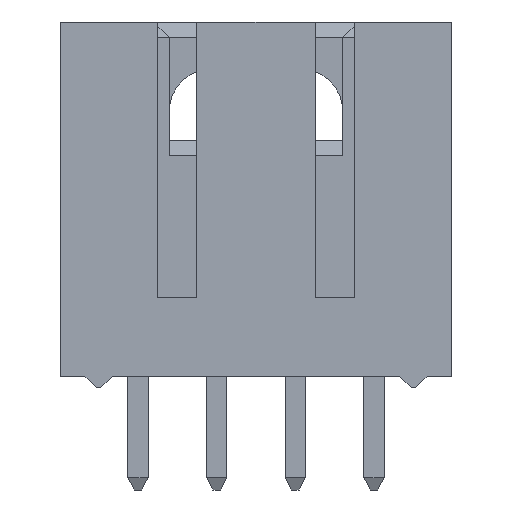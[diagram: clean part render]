
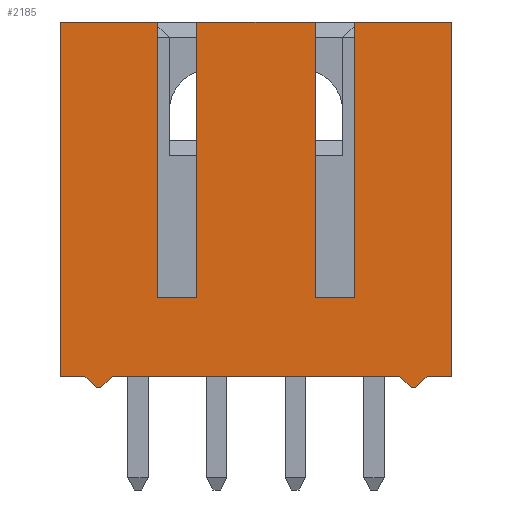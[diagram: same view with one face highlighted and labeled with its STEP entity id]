
A CAD part, front view. The second image highlights one B-rep face of the part: STEP entity #2185.
In plain terms, the highlighted planar face has unit normal (0, -1, 0).
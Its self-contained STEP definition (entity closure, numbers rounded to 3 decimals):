
#9=DIRECTION('',(1.,0.,0.));
#10=VECTOR('',#9,3.135);
#11=CARTESIAN_POINT('',(-6.31,-2.55,0.));
#12=LINE('',#11,#10);
#73=DIRECTION('',(1.,0.,0.));
#74=VECTOR('',#73,3.135);
#75=CARTESIAN_POINT('',(3.175,-2.55,0.));
#76=LINE('',#75,#74);
#121=DIRECTION('',(1.,0.,0.));
#122=VECTOR('',#121,3.81);
#123=CARTESIAN_POINT('',(-1.905,-2.55,0.));
#124=LINE('',#123,#122);
#233=DIRECTION('',(-0.707,0.,-0.707));
#234=VECTOR('',#233,0.537);
#235=CARTESIAN_POINT('',(-4.635,-2.55,-11.43));
#236=LINE('',#235,#234);
#237=DIRECTION('',(-1.,0.,0.));
#238=VECTOR('',#237,0.13);
#239=CARTESIAN_POINT('',(-5.015,-2.55,-11.81));
#240=LINE('',#239,#238);
#241=DIRECTION('',(-0.707,0.,0.707));
#242=VECTOR('',#241,0.537);
#243=CARTESIAN_POINT('',(-5.145,-2.55,-11.81));
#244=LINE('',#243,#242);
#245=DIRECTION('',(0.,0.,-1.));
#246=VECTOR('',#245,11.43);
#247=CARTESIAN_POINT('',(-6.31,-2.55,0.));
#248=LINE('',#247,#246);
#249=DIRECTION('',(0.,0.,-1.));
#250=VECTOR('',#249,8.89);
#251=CARTESIAN_POINT('',(-3.175,-2.55,0.));
#252=LINE('',#251,#250);
#253=DIRECTION('',(1.,0.,0.));
#254=VECTOR('',#253,1.27);
#255=CARTESIAN_POINT('',(-3.175,-2.55,-8.89));
#256=LINE('',#255,#254);
#257=DIRECTION('',(0.,0.,-1.));
#258=VECTOR('',#257,8.89);
#259=CARTESIAN_POINT('',(-1.905,-2.55,0.));
#260=LINE('',#259,#258);
#261=DIRECTION('',(0.,0.,-1.));
#262=VECTOR('',#261,8.89);
#263=CARTESIAN_POINT('',(1.905,-2.55,0.));
#264=LINE('',#263,#262);
#265=DIRECTION('',(1.,0.,0.));
#266=VECTOR('',#265,1.27);
#267=CARTESIAN_POINT('',(1.905,-2.55,-8.89));
#268=LINE('',#267,#266);
#269=DIRECTION('',(0.,0.,-1.));
#270=VECTOR('',#269,8.89);
#271=CARTESIAN_POINT('',(3.175,-2.55,0.));
#272=LINE('',#271,#270);
#273=DIRECTION('',(-0.707,0.,-0.707));
#274=VECTOR('',#273,0.537);
#275=CARTESIAN_POINT('',(5.525,-2.55,-11.43));
#276=LINE('',#275,#274);
#277=DIRECTION('',(-1.,0.,0.));
#278=VECTOR('',#277,0.13);
#279=CARTESIAN_POINT('',(5.145,-2.55,-11.81));
#280=LINE('',#279,#278);
#281=DIRECTION('',(-0.707,0.,0.707));
#282=VECTOR('',#281,0.537);
#283=CARTESIAN_POINT('',(5.015,-2.55,-11.81));
#284=LINE('',#283,#282);
#289=DIRECTION('',(1.,0.,0.));
#290=VECTOR('',#289,0.785);
#291=CARTESIAN_POINT('',(5.525,-2.55,-11.43));
#292=LINE('',#291,#290);
#321=DIRECTION('',(1.,0.,0.));
#322=VECTOR('',#321,9.27);
#323=CARTESIAN_POINT('',(-4.635,-2.55,-11.43));
#324=LINE('',#323,#322);
#361=DIRECTION('',(1.,0.,0.));
#362=VECTOR('',#361,0.785);
#363=CARTESIAN_POINT('',(-6.31,-2.55,-11.43));
#364=LINE('',#363,#362);
#537=DIRECTION('',(0.,0.,-1.));
#538=VECTOR('',#537,11.43);
#539=CARTESIAN_POINT('',(6.31,-2.55,0.));
#540=LINE('',#539,#538);
#1386=CARTESIAN_POINT('',(-6.31,-2.55,0.));
#1388=VERTEX_POINT('',#1386);
#1394=CARTESIAN_POINT('',(-6.31,-2.55,-11.43));
#1396=VERTEX_POINT('',#1394);
#1409=CARTESIAN_POINT('',(6.31,-2.55,0.));
#1411=VERTEX_POINT('',#1409);
#1425=CARTESIAN_POINT('',(6.31,-2.55,-11.43));
#1427=VERTEX_POINT('',#1425);
#1473=CARTESIAN_POINT('',(-3.175,-2.55,-8.89));
#1474=CARTESIAN_POINT('',(-1.905,-2.55,-8.89));
#1475=VERTEX_POINT('',#1473);
#1476=VERTEX_POINT('',#1474);
#1477=CARTESIAN_POINT('',(1.905,-2.55,-8.89));
#1478=CARTESIAN_POINT('',(3.175,-2.55,-8.89));
#1479=VERTEX_POINT('',#1477);
#1480=VERTEX_POINT('',#1478);
#1481=CARTESIAN_POINT('',(-3.175,-2.55,0.));
#1482=VERTEX_POINT('',#1481);
#1483=CARTESIAN_POINT('',(-1.905,-2.55,0.));
#1484=VERTEX_POINT('',#1483);
#1485=CARTESIAN_POINT('',(1.905,-2.55,0.));
#1486=VERTEX_POINT('',#1485);
#1487=CARTESIAN_POINT('',(3.175,-2.55,0.));
#1488=VERTEX_POINT('',#1487);
#1585=CARTESIAN_POINT('',(5.145,-2.55,-11.81));
#1586=CARTESIAN_POINT('',(5.015,-2.55,-11.81));
#1587=VERTEX_POINT('',#1585);
#1588=VERTEX_POINT('',#1586);
#1589=CARTESIAN_POINT('',(5.525,-2.55,-11.43));
#1591=VERTEX_POINT('',#1589);
#1593=CARTESIAN_POINT('',(4.635,-2.55,-11.43));
#1595=VERTEX_POINT('',#1593);
#1601=CARTESIAN_POINT('',(-5.015,-2.55,-11.81));
#1602=CARTESIAN_POINT('',(-5.145,-2.55,-11.81));
#1603=VERTEX_POINT('',#1601);
#1604=VERTEX_POINT('',#1602);
#1609=CARTESIAN_POINT('',(-4.635,-2.55,-11.43));
#1610=VERTEX_POINT('',#1609);
#1611=CARTESIAN_POINT('',(-5.525,-2.55,-11.43));
#1612=VERTEX_POINT('',#1611);
#2143=CARTESIAN_POINT('',(-6.31,-2.55,0.));
#2144=DIRECTION('',(0.,-1.,0.));
#2145=DIRECTION('',(1.,0.,0.));
#2146=AXIS2_PLACEMENT_3D('',#2143,#2144,#2145);
#2147=PLANE('',#2146);
#2149=ORIENTED_EDGE('',*,*,#2148,.F.);
#2151=ORIENTED_EDGE('',*,*,#2150,.T.);
#2153=ORIENTED_EDGE('',*,*,#2152,.T.);
#2155=ORIENTED_EDGE('',*,*,#2154,.T.);
#2157=ORIENTED_EDGE('',*,*,#2156,.F.);
#2159=ORIENTED_EDGE('',*,*,#2158,.F.);
#2160=ORIENTED_EDGE('',*,*,#1826,.T.);
#2161=ORIENTED_EDGE('',*,*,#1922,.T.);
#2163=ORIENTED_EDGE('',*,*,#2162,.T.);
#2165=ORIENTED_EDGE('',*,*,#2164,.F.);
#2166=ORIENTED_EDGE('',*,*,#1890,.T.);
#2168=ORIENTED_EDGE('',*,*,#2167,.T.);
#2170=ORIENTED_EDGE('',*,*,#2169,.T.);
#2171=ORIENTED_EDGE('',*,*,#2134,.F.);
#2172=ORIENTED_EDGE('',*,*,#1858,.T.);
#2174=ORIENTED_EDGE('',*,*,#2173,.T.);
#2176=ORIENTED_EDGE('',*,*,#2175,.F.);
#2178=ORIENTED_EDGE('',*,*,#2177,.T.);
#2180=ORIENTED_EDGE('',*,*,#2179,.T.);
#2182=ORIENTED_EDGE('',*,*,#2181,.T.);
#2183=EDGE_LOOP('',(#2149,#2151,#2153,#2155,#2157,#2159,#2160,#2161,#2163,#2165,
#2166,#2168,#2170,#2171,#2172,#2174,#2176,#2178,#2180,#2182));
#2184=FACE_OUTER_BOUND('',#2183,.F.);
#2185=ADVANCED_FACE('',(#2184),#2147,.T.);
#1826=EDGE_CURVE('',#1388,#1482,#12,.T.);
#1858=EDGE_CURVE('',#1488,#1411,#76,.T.);
#1890=EDGE_CURVE('',#1484,#1486,#124,.T.);
#1922=EDGE_CURVE('',#1482,#1475,#252,.T.);
#2134=EDGE_CURVE('',#1488,#1480,#272,.T.);
#2148=EDGE_CURVE('',#1610,#1595,#324,.T.);
#2150=EDGE_CURVE('',#1610,#1603,#236,.T.);
#2152=EDGE_CURVE('',#1603,#1604,#240,.T.);
#2154=EDGE_CURVE('',#1604,#1612,#244,.T.);
#2156=EDGE_CURVE('',#1396,#1612,#364,.T.);
#2158=EDGE_CURVE('',#1388,#1396,#248,.T.);
#2162=EDGE_CURVE('',#1475,#1476,#256,.T.);
#2164=EDGE_CURVE('',#1484,#1476,#260,.T.);
#2167=EDGE_CURVE('',#1486,#1479,#264,.T.);
#2169=EDGE_CURVE('',#1479,#1480,#268,.T.);
#2173=EDGE_CURVE('',#1411,#1427,#540,.T.);
#2175=EDGE_CURVE('',#1591,#1427,#292,.T.);
#2177=EDGE_CURVE('',#1591,#1587,#276,.T.);
#2179=EDGE_CURVE('',#1587,#1588,#280,.T.);
#2181=EDGE_CURVE('',#1588,#1595,#284,.T.);
